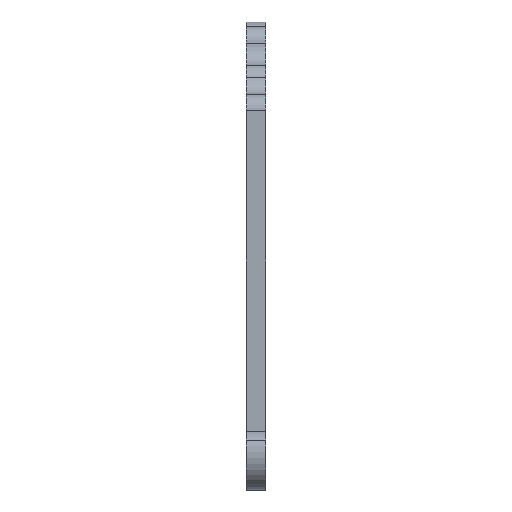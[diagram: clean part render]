
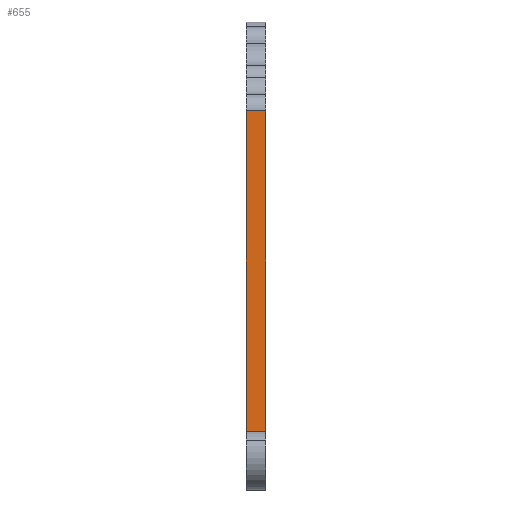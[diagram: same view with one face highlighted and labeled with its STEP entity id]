
A CAD part, front view. The second image highlights one B-rep face of the part: STEP entity #655.
In plain terms, the highlighted planar face has unit normal (0, -1, 0).
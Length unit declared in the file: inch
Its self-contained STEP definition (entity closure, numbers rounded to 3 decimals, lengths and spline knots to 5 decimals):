
#52=FACE_OUTER_BOUND('',#90,.T.);
#90=EDGE_LOOP('',(#498,#499,#500,#501));
#125=LINE('',#1032,#178);
#136=LINE('',#1085,#189);
#140=LINE('',#1096,#193);
#141=LINE('',#1097,#194);
#178=VECTOR('',#810,0.3937);
#189=VECTOR('',#863,0.3937);
#193=VECTOR('',#875,0.3937);
#194=VECTOR('',#876,0.3937);
#289=VERTEX_POINT('',#1029);
#290=VERTEX_POINT('',#1031);
#311=VERTEX_POINT('',#1083);
#314=VERTEX_POINT('',#1095);
#355=EDGE_CURVE('',#289,#290,#125,.T.);
#382=EDGE_CURVE('',#311,#289,#136,.T.);
#387=EDGE_CURVE('',#314,#311,#140,.T.);
#388=EDGE_CURVE('',#290,#314,#141,.T.);
#498=ORIENTED_EDGE('',*,*,#382,.F.);
#499=ORIENTED_EDGE('',*,*,#387,.F.);
#500=ORIENTED_EDGE('',*,*,#388,.F.);
#501=ORIENTED_EDGE('',*,*,#355,.F.);
#637=PLANE('',#733);
#655=ADVANCED_FACE('',(#52),#637,.F.);
#733=AXIS2_PLACEMENT_3D('',#1094,#873,#874);
#810=DIRECTION('',(0.,0.,1.));
#863=DIRECTION('',(-1.,0.,0.));
#873=DIRECTION('center_axis',(0.,1.,0.));
#874=DIRECTION('ref_axis',(0.,0.,1.));
#875=DIRECTION('',(0.,0.,-1.));
#876=DIRECTION('',(1.,0.,0.));
#1029=CARTESIAN_POINT('',(1.46826,-0.74,-0.56569));
#1031=CARTESIAN_POINT('',(1.46826,-0.74,0.46875));
#1032=CARTESIAN_POINT('',(1.46826,-0.74,-0.34375));
#1083=CARTESIAN_POINT('',(1.53125,-0.74,-0.56569));
#1085=CARTESIAN_POINT('',(1.46826,-0.74,-0.56569));
#1094=CARTESIAN_POINT('Origin',(1.46826,-0.74,-0.6875));
#1095=CARTESIAN_POINT('',(1.53125,-0.74,0.46875));
#1096=CARTESIAN_POINT('',(1.53125,-0.74,-0.34375));
#1097=CARTESIAN_POINT('',(1.46826,-0.74,0.46875));
